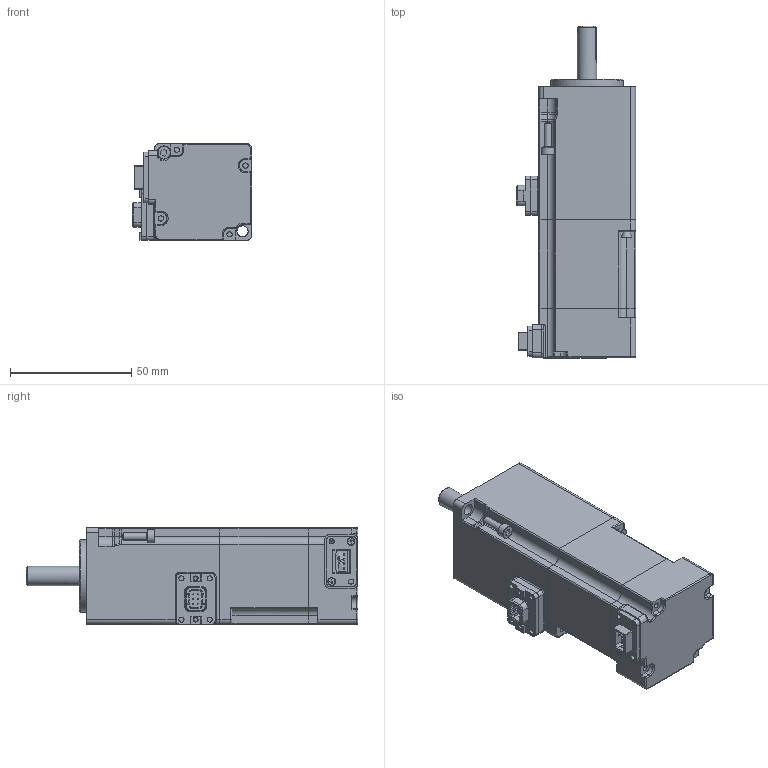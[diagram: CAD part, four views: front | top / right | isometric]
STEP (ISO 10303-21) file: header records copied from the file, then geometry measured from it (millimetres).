
FILE_DESCRIPTION (( 'STEP AP214' ), '1' );
FILE_NAME ('MS6H-40-CS(M)30BZ3-20P1.STEP', '2023-06-25T01:06:14', ( '' ), ( '' ), 'SwSTEP 2.0', 'SolidWorks 2022', '' );
FILE_SCHEMA (( 'AUTOMOTIVE_DESIGN' ));
Length unit declared in the file: millimetre
Products named in the file (1): MS6H-40-CS(M)30BZ3-20P1
Bounding box: 49.2 x 137 x 40 mm (x, y, z)
Surface area: 25367.4 mm2 (no closed solid volume)
Topology: 0 solids, 27 shells, 550 faces, 1434 edges, 906 vertices
Faces by surface type: plane 295, cylinder 177, torus 33, cone 23, bspline 13, sphere 9
Full cylindrical faces by diameter (mm): 1.6 x2, 2.1 x6, 2.2 x4, 2.5 x1, 2.7 x1, 3 x1, 4.5 x1, 4.6 x2, 5.5 x1, 8 x1, 8.8 x1, 9 x1, 10.336 x1, 14.857 x1, 17 x1, 30 x1
Entity records: 25917 total; most frequent: CARTESIAN_POINT 11869, ORIENTED_EDGE 2467, EDGE_CURVE 1365, B_SPLINE_CURVE_WITH_KNOTS 1357, DIRECTION 1068, VERTEX_POINT 892, EDGE_LOOP 654, FACE_OUTER_BOUND 577
